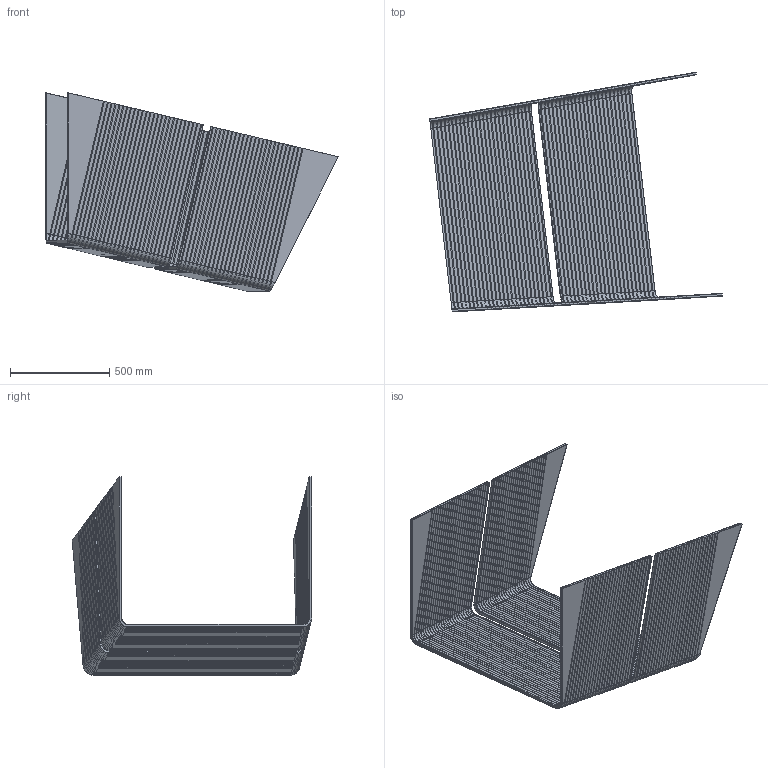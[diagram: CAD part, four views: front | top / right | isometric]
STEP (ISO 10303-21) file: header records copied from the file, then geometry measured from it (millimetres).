
FILE_DESCRIPTION(('FreeCAD Model'),'2;1');
FILE_NAME( 'detailed_HCLL/step/first_wall_material_sample_envelope_2.step', '2018-05-01T08:42:03',('FreeCAD'),('FreeCAD'), 'Open CASCADE STEP processor 7.2','FreeCAD','Unknown');
FILE_SCHEMA(('AUTOMOTIVE_DESIGN_CC2 { 1 2 10303 214 -1 1 5 4 }'));
Length unit declared in the file: millimetre
Products named in the file (57): Open CASCADE STEP translator 7.2 5; Open CASCADE STEP translator 7.2 5.1; Open CASCADE STEP translator 7.2 5.2; Open CASCADE STEP translator 7.2 5.3; Open CASCADE STEP translator 7.2 5.4; Open CASCADE STEP translator 7.2 5.5; Open CASCADE STEP translator 7.2 5.6; Open CASCADE STEP translator 7.2 5.7; Open CASCADE STEP translator 7.2 5.8; Open CASCADE STEP translator 7.2 5.9; Open CASCADE STEP translator 7.2 5.10; Open CASCADE STEP translator 7.2 5.11; Open CASCADE STEP translator 7.2 5.12; Open CASCADE STEP translator 7.2 5.13; Open CASCADE STEP translator 7.2 5.14; Open CASCADE STEP translator 7.2 5.15; Open CASCADE STEP translator 7.2 5.16; Open CASCADE STEP translator 7.2 5.17; Open CASCADE STEP translator 7.2 5.18; Open CASCADE STEP translator 7.2 5.19; Open CASCADE STEP translator 7.2 5.20; Open CASCADE STEP translator 7.2 5.21; Open CASCADE STEP translator 7.2 5.22; Open CASCADE STEP translator 7.2 5.23; Open CASCADE STEP translator 7.2 5.24; Open CASCADE STEP translator 7.2 5.25; Open CASCADE STEP translator 7.2 5.26; Open CASCADE STEP translator 7.2 5.27; Open CASCADE STEP translator 7.2 5.28; Open CASCADE STEP translator 7.2 5.29; Open CASCADE STEP translator 7.2 5.30; Open CASCADE STEP translator 7.2 5.31; Open CASCADE STEP translator 7.2 5.32; Open CASCADE STEP translator 7.2 5.33; Open CASCADE STEP translator 7.2 5.34; Open CASCADE STEP translator 7.2 5.35; Open CASCADE STEP translator 7.2 5.36; Open CASCADE STEP translator 7.2 5.37; Open CASCADE STEP translator 7.2 5.38; Open CASCADE STEP translator 7.2 5.39 ...
Assembly tree (56 placements, depth 2):
  Open CASCADE STEP translator 7.2 5
    Open CASCADE STEP translator 7.2 5.1
    Open CASCADE STEP translator 7.2 5.2
    Open CASCADE STEP translator 7.2 5.3
    Open CASCADE STEP translator 7.2 5.4
    Open CASCADE STEP translator 7.2 5.5
    Open CASCADE STEP translator 7.2 5.6
    Open CASCADE STEP translator 7.2 5.7
    Open CASCADE STEP translator 7.2 5.8
    Open CASCADE STEP translator 7.2 5.9
    Open CASCADE STEP translator 7.2 5.10
    Open CASCADE STEP translator 7.2 5.11
    Open CASCADE STEP translator 7.2 5.12
    Open CASCADE STEP translator 7.2 5.13
    Open CASCADE STEP translator 7.2 5.14
    Open CASCADE STEP translator 7.2 5.15
    Open CASCADE STEP translator 7.2 5.16
    Open CASCADE STEP translator 7.2 5.17
    Open CASCADE STEP translator 7.2 5.18
    Open CASCADE STEP translator 7.2 5.19
    Open CASCADE STEP translator 7.2 5.20
    Open CASCADE STEP translator 7.2 5.21
    Open CASCADE STEP translator 7.2 5.22
    Open CASCADE STEP translator 7.2 5.23
    Open CASCADE STEP translator 7.2 5.24
    Open CASCADE STEP translator 7.2 5.25
    Open CASCADE STEP translator 7.2 5.26
    Open CASCADE STEP translator 7.2 5.27
    Open CASCADE STEP translator 7.2 5.28
    Open CASCADE STEP translator 7.2 5.29
    Open CASCADE STEP translator 7.2 5.30
    Open CASCADE STEP translator 7.2 5.31
    Open CASCADE STEP translator 7.2 5.32
    Open CASCADE STEP translator 7.2 5.33
    Open CASCADE STEP translator 7.2 5.34
    Open CASCADE STEP translator 7.2 5.35
    Open CASCADE STEP translator 7.2 5.36
    Open CASCADE STEP translator 7.2 5.37
    Open CASCADE STEP translator 7.2 5.38
    Open CASCADE STEP translator 7.2 5.39
    Open CASCADE STEP translator 7.2 5.40
    Open CASCADE STEP translator 7.2 5.41
    Open CASCADE STEP translator 7.2 5.42
    Open CASCADE STEP translator 7.2 5.43
    Open CASCADE STEP translator 7.2 5.44
    Open CASCADE STEP translator 7.2 5.45
    Open CASCADE STEP translator 7.2 5.46
    Open CASCADE STEP translator 7.2 5.47
    Open CASCADE STEP translator 7.2 5.48
    Open CASCADE STEP translator 7.2 5.49
    Open CASCADE STEP translator 7.2 5.50
    Open CASCADE STEP translator 7.2 5.51
    Open CASCADE STEP translator 7.2 5.52
    Open CASCADE STEP translator 7.2 5.53
    Open CASCADE STEP translator 7.2 5.54
    Open CASCADE STEP translator 7.2 5.55
    Open CASCADE STEP translator 7.2 5.56
Bounding box: 1476.27 x 1209.36 x 1000.51 mm (x, y, z)
Volume: 30320633.7 mm3; surface area: 17801631.1 mm2
Topology: 56 solids, 56 shells, 784 faces, 2016 edges, 1344 vertices
Faces by surface type: plane 560, cylinder 224
Entity records: 51381 total; most frequent: CARTESIAN_POINT 14078, DIRECTION 5514, ORIENTED_EDGE 4032, PCURVE 4032, DEFINITIONAL_REPRESENTATION 4032, B_SPLINE_CURVE_WITH_KNOTS 2664, LINE 2488, VECTOR 2488
